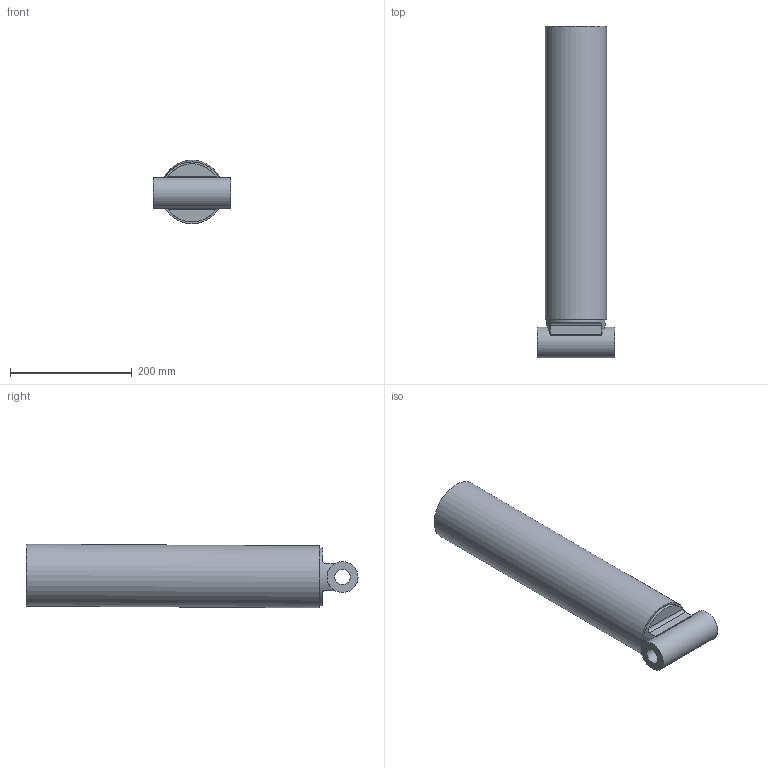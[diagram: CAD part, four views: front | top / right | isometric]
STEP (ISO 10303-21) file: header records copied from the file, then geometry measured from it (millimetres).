
FILE_DESCRIPTION( ( '' ), ' ' );
FILE_NAME( '5dee28d701d592149d2ec696.step', '2019-12-09T10:58:31', ( '' ), ( '' ), ' ', ' ', ' ' );
FILE_SCHEMA( ( 'AUTOMOTIVE_DESIGN { 1 0 10303 214 1 1 1 1 }' ) );
Length unit declared in the file: metre
Products named in the file (1): Part 73
Bounding box: 127 x 544.64 x 104.53 mm (x, y, z)
Volume: 1050181.2 mm3; surface area: 336526.6 mm2
Topology: 1 solids, 1 shells, 18 faces, 39 edges, 26 vertices
Faces by surface type: cylinder 9, plane 9
Full cylindrical faces by diameter (mm): 25.4 x1, 50.8 x1, 91.44 x1, 95.25 x1, 101.6 x1
Entity records: 786 total; most frequent: CARTESIAN_POINT 259, DIRECTION 72, ORIENTED_EDGE 66, EDGE_CURVE 33, AXIS2_PLACEMENT_3D 30, EDGE_LOOP 28, VERTEX_POINT 25, FACE_OUTER_BOUND 23
